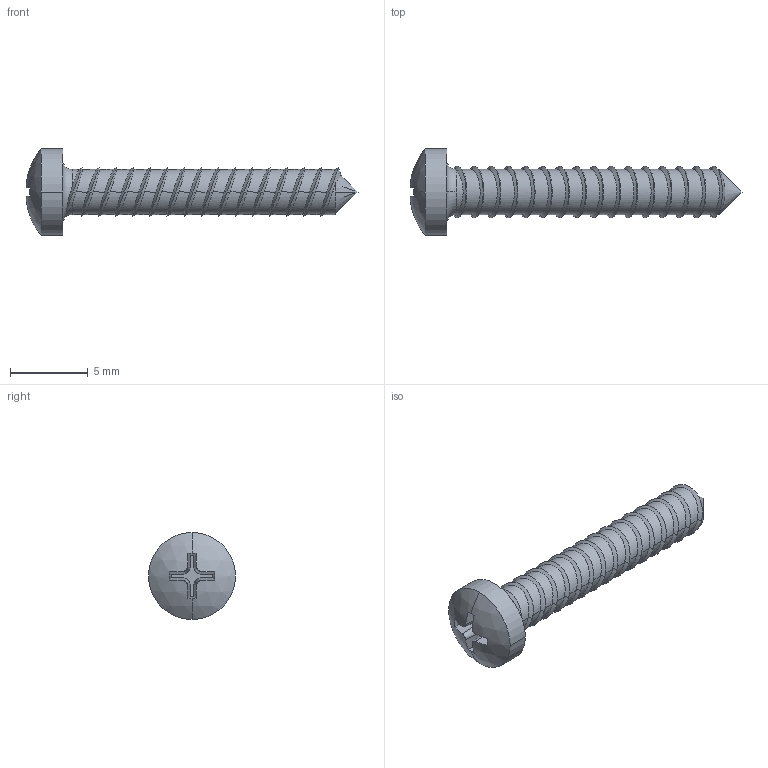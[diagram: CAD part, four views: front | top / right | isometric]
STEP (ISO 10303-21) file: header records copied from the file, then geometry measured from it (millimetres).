
FILE_DESCRIPTION(('STEP AP214'),'1');
FILE_NAME('screw_gbt_15856_1_st2_9x19_h.stp','2016-03-10T22:38:53',('TraceParts'),('TraceParts S.A.'),'Spatial InterOp 3D',' ',' ');
FILE_SCHEMA(('automotive_design'));
Length unit declared in the file: millimetre
Products named in the file (1): 1
Bounding box: 21.37 x 5.6 x 5.6 mm (x, y, z)
Volume: 167.1 mm3; surface area: 279.7 mm2
Topology: 1 solids, 1 shells, 127 faces, 342 edges, 216 vertices
Faces by surface type: cone 72, cylinder 36, plane 15, sphere 2, torus 2
Entity records: 5699 total; most frequent: CARTESIAN_POINT 2735, ORIENTED_EDGE 680, DIRECTION 530, EDGE_CURVE 340, VERTEX_POINT 216, AXIS2_PLACEMENT_3D 201, B_SPLINE_CURVE_WITH_KNOTS 139, EDGE_LOOP 128
